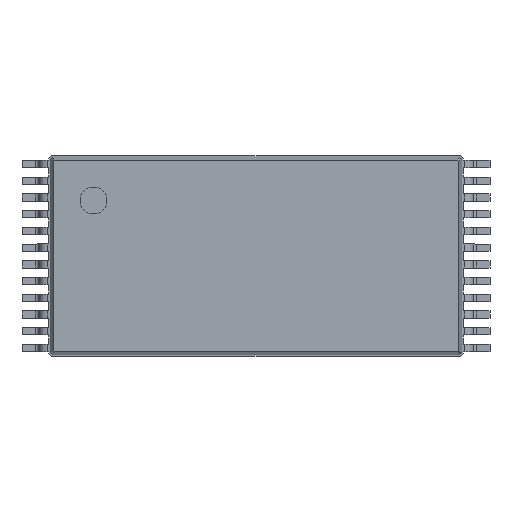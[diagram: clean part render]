
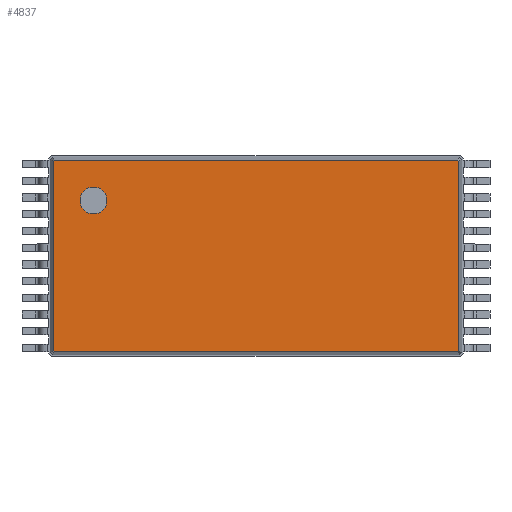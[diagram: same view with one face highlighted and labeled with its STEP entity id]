
A CAD part, top view. The second image highlights one B-rep face of the part: STEP entity #4837.
In plain terms, the highlighted planar face has unit normal (0, 0, 1).
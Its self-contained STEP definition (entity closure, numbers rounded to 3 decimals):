
#1736 = VERTEX_POINT('',#1737);
#1737 = CARTESIAN_POINT('',(6.06,-2.84,1.25));
#1742 = EDGE_CURVE('',#1743,#1736,#1745,.T.);
#1743 = VERTEX_POINT('',#1744);
#1744 = CARTESIAN_POINT('',(6.06,2.84,1.25));
#1745 = LINE('',#1746,#1747);
#1746 = CARTESIAN_POINT('',(6.06,2.84,1.25));
#1747 = VECTOR('',#1748,1.);
#1748 = DIRECTION('',(0.,-1.,0.));
#4820 = VERTEX_POINT('',#4821);
#4821 = CARTESIAN_POINT('',(6.04,-2.86,1.25));
#4826 = EDGE_CURVE('',#1736,#4820,#4827,.T.);
#4827 = LINE('',#4828,#4829);
#4828 = CARTESIAN_POINT('',(6.06,-2.84,1.25));
#4829 = VECTOR('',#4830,1.);
#4830 = DIRECTION('',(-0.707,-0.707,0.));
#4837 = ADVANCED_FACE('',(#4838,#4888),#4899,.F.);
#4838 = FACE_BOUND('',#4839,.F.);
#4839 = EDGE_LOOP('',(#4840,#4850,#4856,#4857,#4858,#4866,#4874,#4882));
#4840 = ORIENTED_EDGE('',*,*,#4841,.T.);
#4841 = EDGE_CURVE('',#4842,#4844,#4846,.T.);
#4842 = VERTEX_POINT('',#4843);
#4843 = CARTESIAN_POINT('',(-6.04,2.86,1.25));
#4844 = VERTEX_POINT('',#4845);
#4845 = CARTESIAN_POINT('',(6.04,2.86,1.25));
#4846 = LINE('',#4847,#4848);
#4847 = CARTESIAN_POINT('',(-6.04,2.86,1.25));
#4848 = VECTOR('',#4849,1.);
#4849 = DIRECTION('',(1.,0.,0.));
#4850 = ORIENTED_EDGE('',*,*,#4851,.T.);
#4851 = EDGE_CURVE('',#4844,#1743,#4852,.T.);
#4852 = LINE('',#4853,#4854);
#4853 = CARTESIAN_POINT('',(6.04,2.86,1.25));
#4854 = VECTOR('',#4855,1.);
#4855 = DIRECTION('',(0.707,-0.707,0.));
#4856 = ORIENTED_EDGE('',*,*,#1742,.T.);
#4857 = ORIENTED_EDGE('',*,*,#4826,.T.);
#4858 = ORIENTED_EDGE('',*,*,#4859,.T.);
#4859 = EDGE_CURVE('',#4820,#4860,#4862,.T.);
#4860 = VERTEX_POINT('',#4861);
#4861 = CARTESIAN_POINT('',(-6.04,-2.86,1.25));
#4862 = LINE('',#4863,#4864);
#4863 = CARTESIAN_POINT('',(6.04,-2.86,1.25));
#4864 = VECTOR('',#4865,1.);
#4865 = DIRECTION('',(-1.,0.,0.));
#4866 = ORIENTED_EDGE('',*,*,#4867,.T.);
#4867 = EDGE_CURVE('',#4860,#4868,#4870,.T.);
#4868 = VERTEX_POINT('',#4869);
#4869 = CARTESIAN_POINT('',(-6.06,-2.84,1.25));
#4870 = LINE('',#4871,#4872);
#4871 = CARTESIAN_POINT('',(-6.04,-2.86,1.25));
#4872 = VECTOR('',#4873,1.);
#4873 = DIRECTION('',(-0.707,0.707,0.));
#4874 = ORIENTED_EDGE('',*,*,#4875,.T.);
#4875 = EDGE_CURVE('',#4868,#4876,#4878,.T.);
#4876 = VERTEX_POINT('',#4877);
#4877 = CARTESIAN_POINT('',(-6.06,2.84,1.25));
#4878 = LINE('',#4879,#4880);
#4879 = CARTESIAN_POINT('',(-6.06,-2.84,1.25));
#4880 = VECTOR('',#4881,1.);
#4881 = DIRECTION('',(0.,1.,0.));
#4882 = ORIENTED_EDGE('',*,*,#4883,.T.);
#4883 = EDGE_CURVE('',#4876,#4842,#4884,.T.);
#4884 = LINE('',#4885,#4886);
#4885 = CARTESIAN_POINT('',(-6.06,2.84,1.25));
#4886 = VECTOR('',#4887,1.);
#4887 = DIRECTION('',(0.707,0.707,0.));
#4888 = FACE_BOUND('',#4889,.F.);
#4889 = EDGE_LOOP('',(#4890));
#4890 = ORIENTED_EDGE('',*,*,#4891,.T.);
#4891 = EDGE_CURVE('',#4892,#4892,#4894,.T.);
#4892 = VERTEX_POINT('',#4893);
#4893 = CARTESIAN_POINT('',(-4.86,1.26,1.25));
#4894 = CIRCLE('',#4895,0.4);
#4895 = AXIS2_PLACEMENT_3D('',#4896,#4897,#4898);
#4896 = CARTESIAN_POINT('',(-4.86,1.66,1.25));
#4897 = DIRECTION('',(-0.,0.,1.));
#4898 = DIRECTION('',(0.,-1.,0.));
#4899 = PLANE('',#4900);
#4900 = AXIS2_PLACEMENT_3D('',#4901,#4902,#4903);
#4901 = CARTESIAN_POINT('',(-6.04,2.86,1.25));
#4902 = DIRECTION('',(0.,-0.,-1.));
#4903 = DIRECTION('',(0.905,-0.426,0.));
